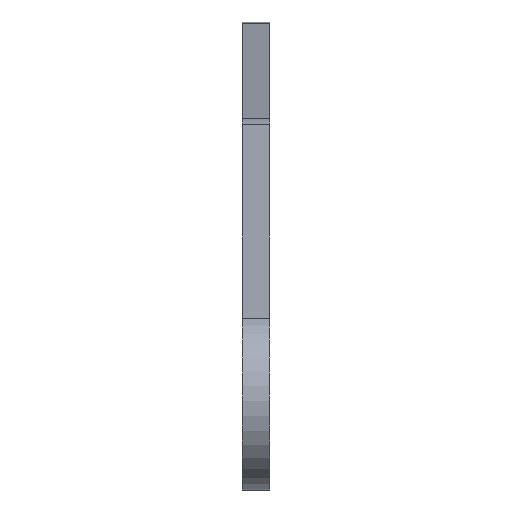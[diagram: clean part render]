
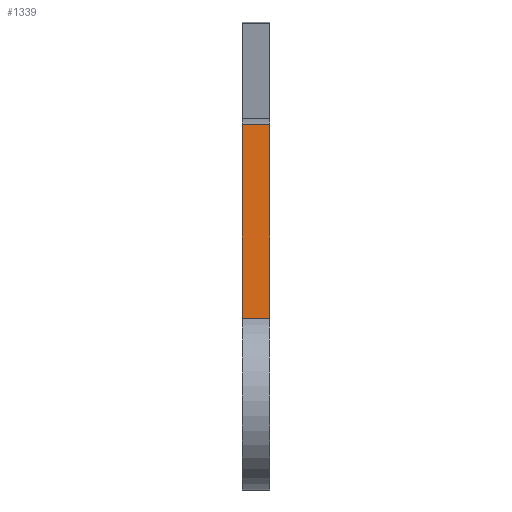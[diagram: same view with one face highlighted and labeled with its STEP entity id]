
A CAD part, front view. The second image highlights one B-rep face of the part: STEP entity #1339.
In plain terms, the highlighted planar face has unit normal (0, -0.339, 0.941).
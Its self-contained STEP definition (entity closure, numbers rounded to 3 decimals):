
#65=PLANE('',#1474);
#124=FACE_OUTER_BOUND('',#193,.T.);
#193=EDGE_LOOP('',(#1072,#1073,#1074,#1075));
#338=LINE('',#2229,#458);
#339=LINE('',#2231,#459);
#340=LINE('',#2233,#460);
#341=LINE('',#2234,#461);
#458=VECTOR('',#1824,10.);
#459=VECTOR('',#1825,10.);
#460=VECTOR('',#1826,10.);
#461=VECTOR('',#1827,10.);
#652=VERTEX_POINT('',#2227);
#653=VERTEX_POINT('',#2228);
#654=VERTEX_POINT('',#2230);
#655=VERTEX_POINT('',#2232);
#830=EDGE_CURVE('',#652,#653,#338,.T.);
#831=EDGE_CURVE('',#654,#652,#339,.T.);
#832=EDGE_CURVE('',#655,#654,#340,.T.);
#833=EDGE_CURVE('',#655,#653,#341,.T.);
#1072=ORIENTED_EDGE('',*,*,#830,.F.);
#1073=ORIENTED_EDGE('',*,*,#831,.F.);
#1074=ORIENTED_EDGE('',*,*,#832,.F.);
#1075=ORIENTED_EDGE('',*,*,#833,.T.);
#1339=ADVANCED_FACE('',(#124),#65,.T.);
#1474=AXIS2_PLACEMENT_3D('',#2226,#1822,#1823);
#1822=DIRECTION('center_axis',(0.,-0.339,0.941));
#1823=DIRECTION('ref_axis',(0.,-0.941,-0.339));
#1824=DIRECTION('',(0.,-0.941,-0.339));
#1825=DIRECTION('',(1.,0.,0.));
#1826=DIRECTION('',(0.,0.941,0.339));
#1827=DIRECTION('',(1.,0.,0.));
#2226=CARTESIAN_POINT('Origin',(141.5,-27.183,39.469));
#2227=CARTESIAN_POINT('',(147.5,-27.183,39.469));
#2228=CARTESIAN_POINT('',(147.5,-142.45,-2.128));
#2229=CARTESIAN_POINT('',(147.5,-142.45,-2.128));
#2230=CARTESIAN_POINT('',(141.5,-27.183,39.469));
#2231=CARTESIAN_POINT('',(141.5,-27.183,39.469));
#2232=CARTESIAN_POINT('',(141.5,-142.45,-2.128));
#2233=CARTESIAN_POINT('',(141.5,-142.45,-2.128));
#2234=CARTESIAN_POINT('',(141.5,-142.45,-2.128));
